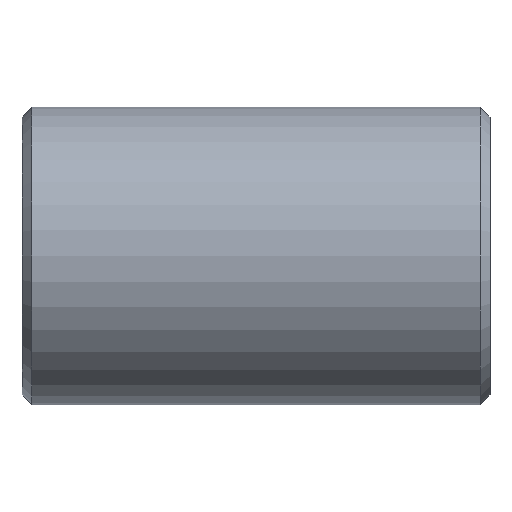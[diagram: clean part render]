
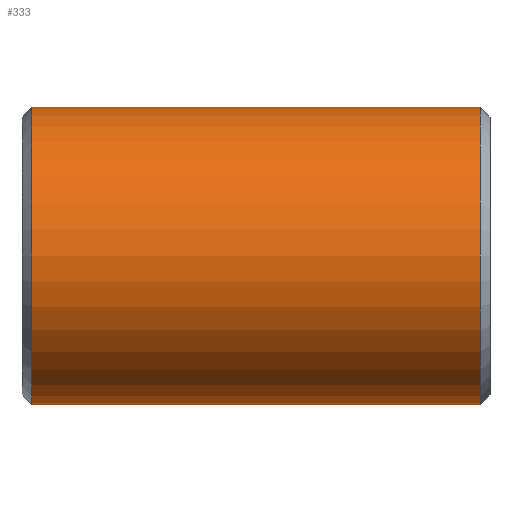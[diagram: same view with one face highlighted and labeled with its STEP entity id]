
A CAD part, front view. The second image highlights one B-rep face of the part: STEP entity #333.
In plain terms, the highlighted cylindrical face has radius 177.8 mm (diameter 355.6 mm), a partial arc.
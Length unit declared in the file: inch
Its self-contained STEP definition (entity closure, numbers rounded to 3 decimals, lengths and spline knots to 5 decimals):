
#18 = EDGE_LOOP ( 'NONE', ( #40, #378, #363, #148 ) ) ;
#40 = ORIENTED_EDGE ( 'NONE', *, *, #706, .F. ) ;
#77 = CARTESIAN_POINT ( 'NONE',  ( 10.53133, 0., 7. ) ) ;
#126 = EDGE_CURVE ( 'NONE', #868, #889, #617, .T. ) ;
#143 = VECTOR ( 'NONE', #936, 39.37008 ) ;
#148 = ORIENTED_EDGE ( 'NONE', *, *, #126, .T. ) ;
#199 = CARTESIAN_POINT ( 'NONE',  ( -10.53133, 0., 0. ) ) ;
#249 = AXIS2_PLACEMENT_3D ( 'NONE', #199, #933, #275 ) ;
#265 = EDGE_CURVE ( 'NONE', #272, #722, #698, .T. ) ;
#266 = CARTESIAN_POINT ( 'NONE',  ( 11., 0., 7. ) ) ;
#272 = VERTEX_POINT ( 'NONE', #539 ) ;
#275 = DIRECTION ( 'NONE',  ( 0., 0., 1. ) ) ;
#321 = DIRECTION ( 'NONE',  ( -1., 0., 0. ) ) ;
#333 = ADVANCED_FACE ( 'NONE', ( #666 ), #661, .T. ) ;
#363 = ORIENTED_EDGE ( 'NONE', *, *, #662, .T. ) ;
#368 = DIRECTION ( 'NONE',  ( -1., 0., 0. ) ) ;
#378 = ORIENTED_EDGE ( 'NONE', *, *, #265, .T. ) ;
#427 = AXIS2_PLACEMENT_3D ( 'NONE', #877, #368, #883 ) ;
#477 = LINE ( 'NONE', #266, #143 ) ;
#499 = CARTESIAN_POINT ( 'NONE',  ( -10.53133, 0., -7. ) ) ;
#539 = CARTESIAN_POINT ( 'NONE',  ( 10.53133, 0., -7. ) ) ;
#610 = DIRECTION ( 'NONE',  ( 0., 0., -1. ) ) ;
#617 = CIRCLE ( 'NONE', #249, 7. ) ;
#655 = LINE ( 'NONE', #882, #679 ) ;
#661 = CYLINDRICAL_SURFACE ( 'NONE', #427, 7. ) ;
#662 = EDGE_CURVE ( 'NONE', #722, #868, #477, .T. ) ;
#666 = FACE_OUTER_BOUND ( 'NONE', #18, .T. ) ;
#679 = VECTOR ( 'NONE', #734, 39.37008 ) ;
#698 = CIRCLE ( 'NONE', #817, 7. ) ;
#706 = EDGE_CURVE ( 'NONE', #272, #889, #655, .T. ) ;
#722 = VERTEX_POINT ( 'NONE', #77 ) ;
#734 = DIRECTION ( 'NONE',  ( -1., 0., 0. ) ) ;
#763 = CARTESIAN_POINT ( 'NONE',  ( 10.53133, 0., 0. ) ) ;
#817 = AXIS2_PLACEMENT_3D ( 'NONE', #763, #321, #610 ) ;
#868 = VERTEX_POINT ( 'NONE', #932 ) ;
#877 = CARTESIAN_POINT ( 'NONE',  ( 11., 0., 0. ) ) ;
#882 = CARTESIAN_POINT ( 'NONE',  ( 11., 0., -7. ) ) ;
#883 = DIRECTION ( 'NONE',  ( 0., 0., 1. ) ) ;
#889 = VERTEX_POINT ( 'NONE', #499 ) ;
#932 = CARTESIAN_POINT ( 'NONE',  ( -10.53133, 0., 7. ) ) ;
#933 = DIRECTION ( 'NONE',  ( 1., 0., 0. ) ) ;
#936 = DIRECTION ( 'NONE',  ( -1., 0., 0. ) ) ;
